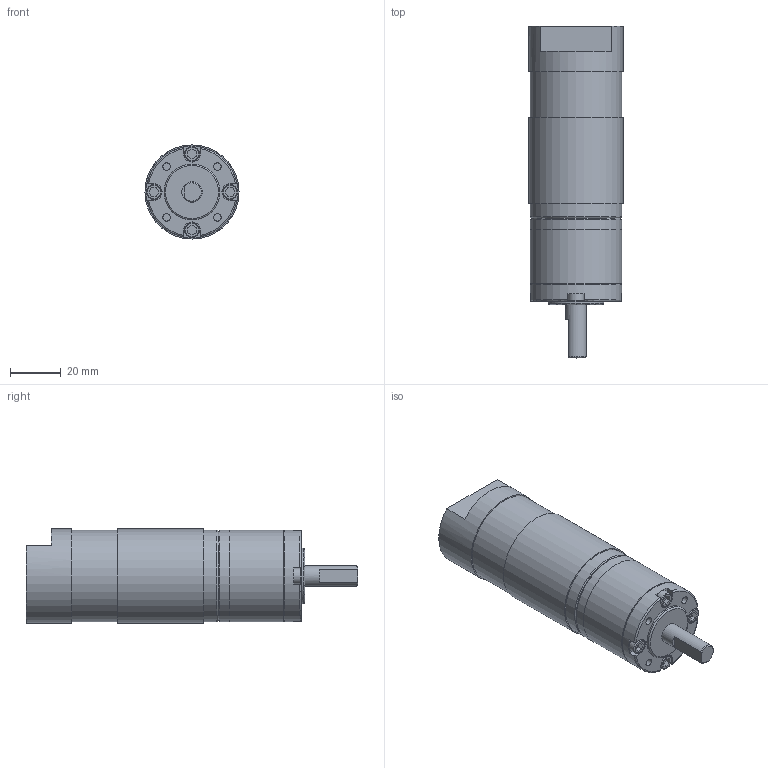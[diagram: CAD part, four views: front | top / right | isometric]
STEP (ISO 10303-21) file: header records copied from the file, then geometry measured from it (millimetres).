
FILE_DESCRIPTION(('FreeCAD Model'),'2;1');
FILE_NAME('Open CASCADE Shape Model','2025-11-28T00:41:40',('Author'),( ''),'Open CASCADE STEP processor 7.8','FreeCAD','Unknown');
FILE_SCHEMA(('AUTOMOTIVE_DESIGN { 1 0 10303 214 1 1 1 1 }'));
Length unit declared in the file: millimetre
Products named in the file (5): Motor_PG36; Body; Body001; Body002; Body003
Assembly tree (4 placements, depth 2):
  Motor_PG36
    Body
    Body001
    Body002
    Body003
Bounding box: 37 x 130.6 x 37 mm (x, y, z)
Volume: 111950.3 mm3; surface area: 30512.7 mm2
Topology: 4 solids, 4 shells, 105 faces, 230 edges, 147 vertices
Faces by surface type: plane 66, cylinder 24, torus 13, cone 2
Full cylindrical faces by diameter (mm): 3 x4, 6 x4, 8 x1, 22 x1, 34 x1, 35 x2, 36 x5, 37 x2
Entity records: 3138 total; most frequent: CARTESIAN_POINT 623, DIRECTION 531, ORIENTED_EDGE 460, EDGE_CURVE 230, AXIS2_PLACEMENT_3D 199, VERTEX_POINT 147, LINE 133, VECTOR 133
